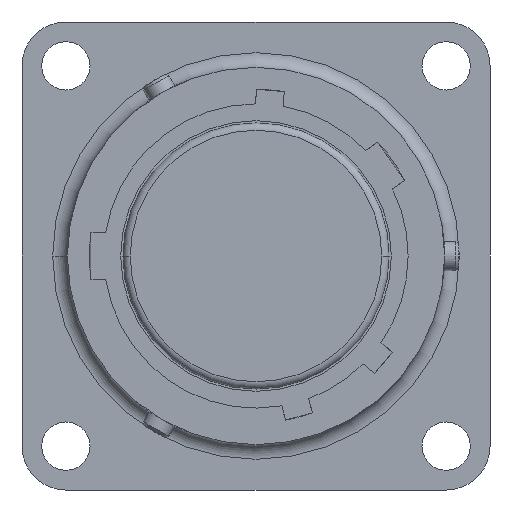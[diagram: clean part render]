
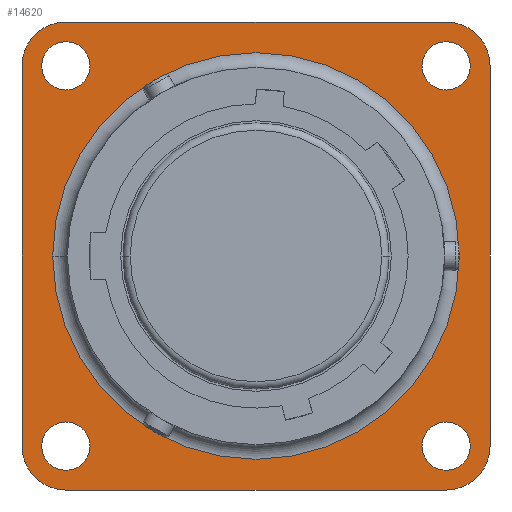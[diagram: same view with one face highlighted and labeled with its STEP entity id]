
A CAD part, left-side view. The second image highlights one B-rep face of the part: STEP entity #14620.
In plain terms, the highlighted planar face has unit normal (-1, 0, 0).
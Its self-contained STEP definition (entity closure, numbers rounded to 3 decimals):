
#3840=CARTESIAN_POINT('',(14.,13.,-14.65));
#3850=VERTEX_POINT('',#3840);
#4030=CARTESIAN_POINT('',(14.,13.,-11.35));
#4040=VERTEX_POINT('',#4030);
#4070=CARTESIAN_POINT('',(14.,13.,-13.));
#4080=DIRECTION('',(1.,0.,0.));
#4090=DIRECTION('',(0.,0.,-1.));
#4100=AXIS2_PLACEMENT_3D('',#4070,#4080,#4090);
#4110=CIRCLE('',#4100,1.65);
#4120=EDGE_CURVE('',#4040,#3850,#4110,.T.);
#13220=CARTESIAN_POINT('',(14.,17.7,0.));
#13230=DIRECTION('',(-1.,0.,0.));
#13240=DIRECTION('',(0.,1.,0.));
#13250=AXIS2_PLACEMENT_3D('',#13220,#13230,#13240);
#13260=PLANE('',#13250);
#13270=CARTESIAN_POINT('',(14.,0.,0.));
#13280=DIRECTION('',(-1.,0.,0.));
#13290=DIRECTION('',(0.,1.,0.));
#13300=AXIS2_PLACEMENT_3D('',#13270,#13280,#13290);
#13310=CIRCLE('',#13300,13.9);
#13320=CARTESIAN_POINT('',(14.,13.9,0.));
#13330=VERTEX_POINT('',#13320);
#13340=CARTESIAN_POINT('',(14.,-13.9,0.));
#13350=VERTEX_POINT('',#13340);
#13360=EDGE_CURVE('',#13330,#13350,#13310,.T.);
#13370=ORIENTED_EDGE('',*,*,#13360,.F.);
#13380=EDGE_CURVE('',#13350,#13330,#13310,.T.);
#13390=ORIENTED_EDGE('',*,*,#13380,.F.);
#13400=EDGE_LOOP('',(#13390,#13370));
#13410=FACE_BOUND('',#13400,.T.);
#13420=CARTESIAN_POINT('',(14.,13.,13.));
#13430=DIRECTION('',(-1.,0.,0.));
#13440=DIRECTION('',(0.,1.,0.));
#13450=AXIS2_PLACEMENT_3D('',#13420,#13430,#13440);
#13460=CIRCLE('',#13450,3.);
#13470=CARTESIAN_POINT('',(14.,13.,16.));
#13480=VERTEX_POINT('',#13470);
#13490=CARTESIAN_POINT('',(14.,16.,13.));
#13500=VERTEX_POINT('',#13490);
#13510=EDGE_CURVE('',#13480,#13500,#13460,.T.);
#13520=ORIENTED_EDGE('',*,*,#13510,.T.);
#13530=CARTESIAN_POINT('',(14.,0.,16.));
#13540=DIRECTION('',(0.,-1.,0.));
#13550=VECTOR('',#13540,1.);
#13560=LINE('',#13530,#13550);
#13570=CARTESIAN_POINT('',(14.,-13.,16.));
#13580=VERTEX_POINT('',#13570);
#13590=EDGE_CURVE('',#13480,#13580,#13560,.T.);
#13600=ORIENTED_EDGE('',*,*,#13590,.F.);
#13610=CARTESIAN_POINT('',(14.,-13.,13.));
#13620=DIRECTION('',(-1.,0.,0.));
#13630=DIRECTION('',(0.,1.,0.));
#13640=AXIS2_PLACEMENT_3D('',#13610,#13620,#13630);
#13650=CIRCLE('',#13640,3.);
#13660=CARTESIAN_POINT('',(14.,-16.,13.));
#13670=VERTEX_POINT('',#13660);
#13680=EDGE_CURVE('',#13670,#13580,#13650,.T.);
#13690=ORIENTED_EDGE('',*,*,#13680,.T.);
#13700=CARTESIAN_POINT('',(14.,-16.,0.));
#13710=DIRECTION('',(0.,0.,-1.));
#13720=VECTOR('',#13710,1.);
#13730=LINE('',#13700,#13720);
#13740=CARTESIAN_POINT('',(14.,-16.,-13.));
#13750=VERTEX_POINT('',#13740);
#13760=EDGE_CURVE('',#13670,#13750,#13730,.T.);
#13770=ORIENTED_EDGE('',*,*,#13760,.F.);
#13780=CARTESIAN_POINT('',(14.,-13.,-13.));
#13790=DIRECTION('',(1.,0.,0.));
#13800=DIRECTION('',(0.,-1.,0.));
#13810=AXIS2_PLACEMENT_3D('',#13780,#13790,#13800);
#13820=CIRCLE('',#13810,3.);
#13830=CARTESIAN_POINT('',(14.,-13.,-16.));
#13840=VERTEX_POINT('',#13830);
#13850=EDGE_CURVE('',#13750,#13840,#13820,.T.);
#13860=ORIENTED_EDGE('',*,*,#13850,.F.);
#13870=CARTESIAN_POINT('',(14.,0.,-16.));
#13880=DIRECTION('',(0.,1.,0.));
#13890=VECTOR('',#13880,1.);
#13900=LINE('',#13870,#13890);
#13910=CARTESIAN_POINT('',(14.,13.,-16.));
#13920=VERTEX_POINT('',#13910);
#13930=EDGE_CURVE('',#13840,#13920,#13900,.T.);
#13940=ORIENTED_EDGE('',*,*,#13930,.F.);
#13950=CARTESIAN_POINT('',(14.,13.,-13.));
#13960=DIRECTION('',(-1.,0.,0.));
#13970=DIRECTION('',(0.,1.,0.));
#13980=AXIS2_PLACEMENT_3D('',#13950,#13960,#13970);
#13990=CIRCLE('',#13980,3.);
#14000=CARTESIAN_POINT('',(14.,16.,-13.));
#14010=VERTEX_POINT('',#14000);
#14020=EDGE_CURVE('',#14010,#13920,#13990,.T.);
#14030=ORIENTED_EDGE('',*,*,#14020,.T.);
#14040=CARTESIAN_POINT('',(14.,16.,0.));
#14050=DIRECTION('',(0.,0.,1.));
#14060=VECTOR('',#14050,1.);
#14070=LINE('',#14040,#14060);
#14080=EDGE_CURVE('',#14010,#13500,#14070,.T.);
#14090=ORIENTED_EDGE('',*,*,#14080,.F.);
#14100=EDGE_LOOP('',(#14090,#14030,#13940,#13860,#13770,#13690,#13600,
#13520));
#14110=FACE_OUTER_BOUND('',#14100,.T.);
#14120=CARTESIAN_POINT('',(14.,-13.,-13.));
#14130=DIRECTION('',(-1.,0.,0.));
#14140=DIRECTION('',(0.,0.,-1.));
#14150=AXIS2_PLACEMENT_3D('',#14120,#14130,#14140);
#14160=CIRCLE('',#14150,1.65);
#14170=CARTESIAN_POINT('',(14.,-13.,-14.65));
#14180=VERTEX_POINT('',#14170);
#14190=CARTESIAN_POINT('',(14.,-13.,-11.35));
#14200=VERTEX_POINT('',#14190);
#14210=EDGE_CURVE('',#14180,#14200,#14160,.T.);
#14220=ORIENTED_EDGE('',*,*,#14210,.F.);
#14230=EDGE_CURVE('',#14200,#14180,#14160,.T.);
#14240=ORIENTED_EDGE('',*,*,#14230,.F.);
#14250=EDGE_LOOP('',(#14240,#14220));
#14260=FACE_BOUND('',#14250,.T.);
#14270=CARTESIAN_POINT('',(14.,13.,13.));
#14280=DIRECTION('',(-1.,0.,0.));
#14290=DIRECTION('',(0.,0.,1.));
#14300=AXIS2_PLACEMENT_3D('',#14270,#14280,#14290);
#14310=CIRCLE('',#14300,1.65);
#14320=CARTESIAN_POINT('',(14.,13.,14.65));
#14330=VERTEX_POINT('',#14320);
#14340=CARTESIAN_POINT('',(14.,13.,11.35));
#14350=VERTEX_POINT('',#14340);
#14360=EDGE_CURVE('',#14330,#14350,#14310,.T.);
#14370=ORIENTED_EDGE('',*,*,#14360,.F.);
#14380=EDGE_CURVE('',#14350,#14330,#14310,.T.);
#14390=ORIENTED_EDGE('',*,*,#14380,.F.);
#14400=EDGE_LOOP('',(#14390,#14370));
#14410=FACE_BOUND('',#14400,.T.);
#14420=CARTESIAN_POINT('',(14.,-13.,13.));
#14430=DIRECTION('',(1.,0.,0.));
#14440=DIRECTION('',(0.,0.,1.));
#14450=AXIS2_PLACEMENT_3D('',#14420,#14430,#14440);
#14460=CIRCLE('',#14450,1.65);
#14470=CARTESIAN_POINT('',(14.,-13.,14.65));
#14480=VERTEX_POINT('',#14470);
#14490=CARTESIAN_POINT('',(14.,-13.,11.35));
#14500=VERTEX_POINT('',#14490);
#14510=EDGE_CURVE('',#14480,#14500,#14460,.T.);
#14520=ORIENTED_EDGE('',*,*,#14510,.T.);
#14530=EDGE_CURVE('',#14500,#14480,#14460,.T.);
#14540=ORIENTED_EDGE('',*,*,#14530,.T.);
#14550=EDGE_LOOP('',(#14540,#14520));
#14560=FACE_BOUND('',#14550,.T.);
#14570=EDGE_CURVE('',#3850,#4040,#4110,.T.);
#14580=ORIENTED_EDGE('',*,*,#14570,.T.);
#14590=ORIENTED_EDGE('',*,*,#4120,.T.);
#14600=EDGE_LOOP('',(#14590,#14580));
#14610=FACE_BOUND('',#14600,.T.);
#14620=ADVANCED_FACE('',(#13410,#14110,#14260,#14410,#14560,#14610),
#13260,.T.);
